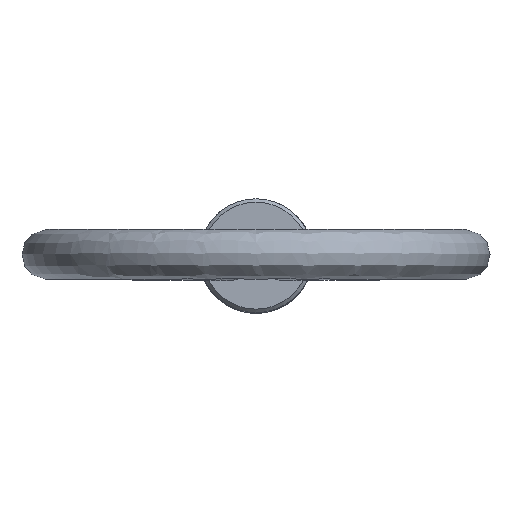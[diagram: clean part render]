
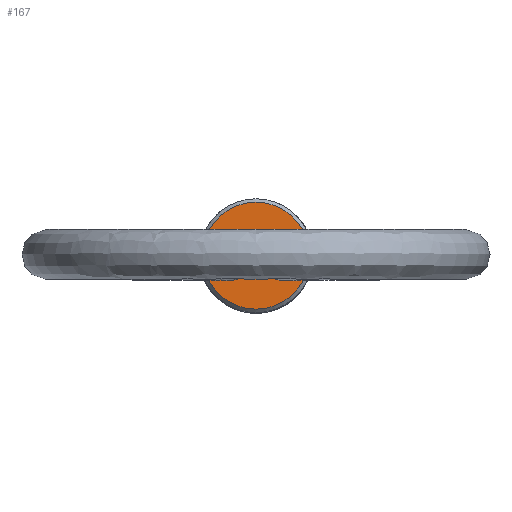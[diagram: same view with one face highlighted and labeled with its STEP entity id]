
A CAD part, top view. The second image highlights one B-rep face of the part: STEP entity #167.
In plain terms, the highlighted planar face has unit normal (0, 0, 1).
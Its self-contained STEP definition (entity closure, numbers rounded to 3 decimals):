
#31=LINE('',#267,#36);
#32=LINE('',#268,#37);
#36=VECTOR('',#215,1000.);
#37=VECTOR('',#216,1000.);
#41=B_SPLINE_CURVE_WITH_KNOTS('',3,(#254,#255,#256,#257,#258,#259,#260,
#261,#262,#263,#264),.UNSPECIFIED.,.F.,.F.,(4,1,1,1,1,1,1,1,4),(0.,0.003,
0.005,0.008,0.011,0.013,
0.016,0.019,0.021),.UNSPECIFIED.);
#42=B_SPLINE_CURVE_WITH_KNOTS('',3,(#271,#272,#273,#274,#275,#276,#277,
#278,#279,#280,#281),.UNSPECIFIED.,.F.,.F.,(4,1,1,1,1,1,1,1,4),(0.,0.003,
0.005,0.008,0.011,0.013,
0.016,0.019,0.021),.UNSPECIFIED.);
#45=ORIENTED_EDGE('',*,*,#85,.T.);
#46=ORIENTED_EDGE('',*,*,#86,.F.);
#47=ORIENTED_EDGE('',*,*,#87,.T.);
#48=ORIENTED_EDGE('',*,*,#88,.F.);
#49=ORIENTED_EDGE('',*,*,#89,.F.);
#85=EDGE_CURVE('',#105,#105,#119,.F.);
#86=EDGE_CURVE('',#106,#107,#41,.T.);
#87=EDGE_CURVE('',#106,#107,#31,.T.);
#88=EDGE_CURVE('',#108,#109,#32,.T.);
#89=EDGE_CURVE('',#109,#108,#42,.T.);
#105=VERTEX_POINT('',#253);
#106=VERTEX_POINT('',#265);
#107=VERTEX_POINT('',#266);
#108=VERTEX_POINT('',#269);
#109=VERTEX_POINT('',#270);
#119=CIRCLE('',#193,7.5);
#125=EDGE_LOOP('',(#45));
#126=EDGE_LOOP('',(#46,#47));
#127=EDGE_LOOP('',(#48,#49));
#143=FACE_BOUND('',#125,.T.);
#144=FACE_BOUND('',#126,.T.);
#145=FACE_BOUND('',#127,.T.);
#161=PLANE('',#192);
#167=ADVANCED_FACE('',(#143,#144,#145),#161,.F.);
#192=AXIS2_PLACEMENT_3D('',#251,#211,#212);
#193=AXIS2_PLACEMENT_3D('',#252,#213,#214);
#211=DIRECTION('',(0.,0.,-1.));
#212=DIRECTION('',(-1.,0.,0.));
#213=DIRECTION('',(0.,0.,-1.));
#214=DIRECTION('',(-1.,0.,0.));
#215=DIRECTION('',(0.,-1.,0.));
#216=DIRECTION('',(0.,-1.,0.));
#251=CARTESIAN_POINT('',(0.,0.,50.9));
#252=CARTESIAN_POINT('',(0.,0.,50.9));
#253=CARTESIAN_POINT('',(-7.5,0.,50.9));
#254=CARTESIAN_POINT('',(-0.241,0.398,50.9));
#255=CARTESIAN_POINT('',(-0.348,1.3,50.9));
#256=CARTESIAN_POINT('',(-1.31,2.967,50.9));
#257=CARTESIAN_POINT('',(-4.059,3.829,50.9));
#258=CARTESIAN_POINT('',(-6.7,2.684,50.9));
#259=CARTESIAN_POINT('',(-7.846,0.004,50.9));
#260=CARTESIAN_POINT('',(-6.702,-2.684,50.9));
#261=CARTESIAN_POINT('',(-4.057,-3.829,50.9));
#262=CARTESIAN_POINT('',(-1.311,-2.967,50.9));
#263=CARTESIAN_POINT('',(-0.348,-1.3,50.9));
#264=CARTESIAN_POINT('',(-0.241,-0.398,50.9));
#265=CARTESIAN_POINT('',(-0.241,0.398,50.9));
#266=CARTESIAN_POINT('',(-0.241,-0.398,50.9));
#267=CARTESIAN_POINT('',(-0.241,0.,50.9));
#268=CARTESIAN_POINT('',(0.241,0.,50.9));
#269=CARTESIAN_POINT('',(0.241,0.398,50.9));
#270=CARTESIAN_POINT('',(0.241,-0.398,50.9));
#271=CARTESIAN_POINT('',(0.241,-0.398,50.9));
#272=CARTESIAN_POINT('',(0.348,-1.3,50.9));
#273=CARTESIAN_POINT('',(1.31,-2.967,50.9));
#274=CARTESIAN_POINT('',(4.059,-3.829,50.9));
#275=CARTESIAN_POINT('',(6.7,-2.684,50.9));
#276=CARTESIAN_POINT('',(7.846,-0.004,50.9));
#277=CARTESIAN_POINT('',(6.702,2.684,50.9));
#278=CARTESIAN_POINT('',(4.057,3.829,50.9));
#279=CARTESIAN_POINT('',(1.311,2.967,50.9));
#280=CARTESIAN_POINT('',(0.348,1.3,50.9));
#281=CARTESIAN_POINT('',(0.241,0.398,50.9));
